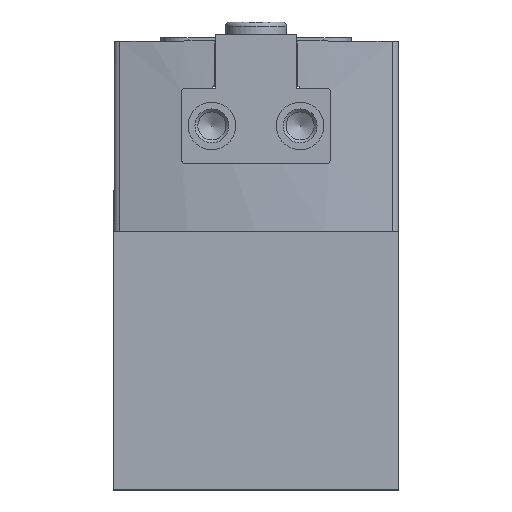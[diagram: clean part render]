
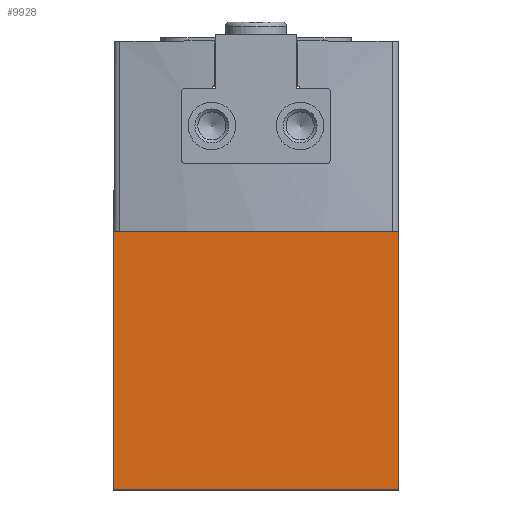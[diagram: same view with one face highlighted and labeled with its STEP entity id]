
A CAD part, top view. The second image highlights one B-rep face of the part: STEP entity #9928.
In plain terms, the highlighted planar face has unit normal (0, 0, 1).
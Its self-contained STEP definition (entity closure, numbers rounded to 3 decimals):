
#1254=ORIENTED_EDGE('',*,*,#3012,.T.);
#1255=ORIENTED_EDGE('',*,*,#2994,.F.);
#1256=ORIENTED_EDGE('',*,*,#3084,.F.);
#1257=ORIENTED_EDGE('',*,*,#2976,.T.);
#2976=EDGE_CURVE('',#3867,#3866,#4446,.T.);
#2994=EDGE_CURVE('',#3880,#3881,#4459,.T.);
#3012=EDGE_CURVE('',#3866,#3881,#4467,.T.);
#3084=EDGE_CURVE('',#3867,#3880,#4500,.T.);
#3866=VERTEX_POINT('',#14400);
#3867=VERTEX_POINT('',#14402);
#3880=VERTEX_POINT('',#14434);
#3881=VERTEX_POINT('',#14436);
#4446=LINE('',#14401,#4948);
#4459=LINE('',#14435,#4961);
#4467=LINE('',#14468,#4969);
#4500=LINE('',#14608,#5002);
#4948=VECTOR('',#11669,1000.);
#4961=VECTOR('',#11696,1000.);
#4969=VECTOR('',#11734,1000.);
#5002=VECTOR('',#11863,1000.);
#5469=EDGE_LOOP('',(#1254,#1255,#1256,#1257));
#6153=FACE_BOUND('',#5469,.T.);
#6755=PLANE('',#10579);
#9928=ADVANCED_FACE('',(#6153),#6755,.F.);
#10579=AXIS2_PLACEMENT_3D('',#14607,#11861,#11862);
#11669=DIRECTION('',(0.,-1.,0.));
#11696=DIRECTION('',(0.,-1.,0.));
#11734=DIRECTION('',(1.,0.,0.));
#11861=DIRECTION('',(0.,0.,-1.));
#11862=DIRECTION('',(-1.,0.,0.));
#11863=DIRECTION('',(1.,0.,0.));
#14400=CARTESIAN_POINT('',(-21.,0.,32.));
#14401=CARTESIAN_POINT('',(-21.,38.,32.));
#14402=CARTESIAN_POINT('',(-21.,38.,32.));
#14434=CARTESIAN_POINT('',(21.,38.,32.));
#14435=CARTESIAN_POINT('',(21.,38.,32.));
#14436=CARTESIAN_POINT('',(21.,0.,32.));
#14468=CARTESIAN_POINT('',(-21.,0.,32.));
#14607=CARTESIAN_POINT('',(-21.,38.,32.));
#14608=CARTESIAN_POINT('',(-21.,38.,32.));
